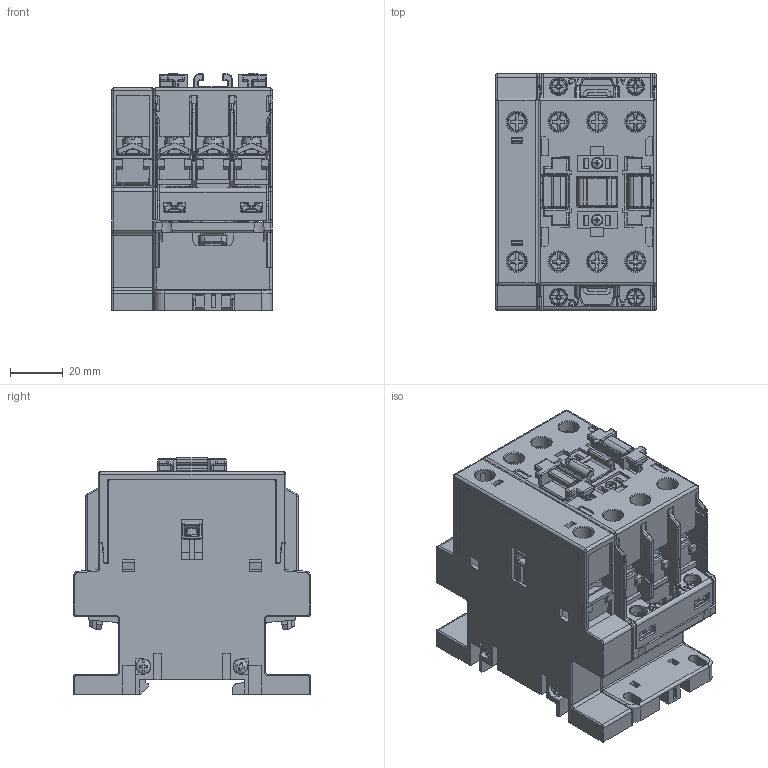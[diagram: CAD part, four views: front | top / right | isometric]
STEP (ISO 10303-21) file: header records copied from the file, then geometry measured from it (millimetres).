
FILE_DESCRIPTION(/* description */ (''),/* implementation_level */ '2;1');
FILE_NAME(/* name */ 'FILE_STP_CAD_DRAWING_3d_BF26_38T4_A_prt.stp',/* time_stamp */ '2022-01-25T14:42:07+01:00',/* author */ (''),/* organization */ (''),/* preprocessor_version */ 'ST-DEVELOPER v16.7',/* originating_system */ 'SIEMENS PLM Software NX 12.0',/* authorisation */ '');
FILE_SCHEMA (('AUTOMOTIVE_DESIGN { 1 0 10303 214 3 1 1 1 }'));
Products named in the file (1): 3d_BF26_38T4_A
Bounding box: 61 x 90 x 89.8 mm (x, y, z)
Surface area: 96478.8 mm2 (no closed solid volume)
Topology: 0 solids, 91 shells, 3388 faces, 13487 edges, 9774 vertices
Faces by surface type: plane 1738, cylinder 1185, torus 167, bspline 159, cone 97, sphere 42
Full cylindrical faces by diameter (mm): 2.4 x4, 2.8 x2, 3.242 x7, 3.5 x2, 4.2 x3, 4.4 x2, 5.4 x2, 6.2 x4, 7.5 x8
Entity records: 155427 total; most frequent: CARTESIAN_POINT 44844, DIRECTION 22701, ORIENTED_EDGE 20708, EDGE_CURVE 13324, VERTEX_POINT 9735, LINE 9017, VECTOR 9017, AXIS2_PLACEMENT_3D 6842
